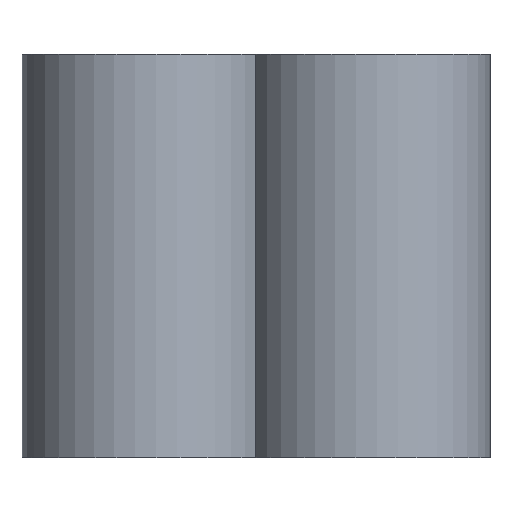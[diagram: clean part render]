
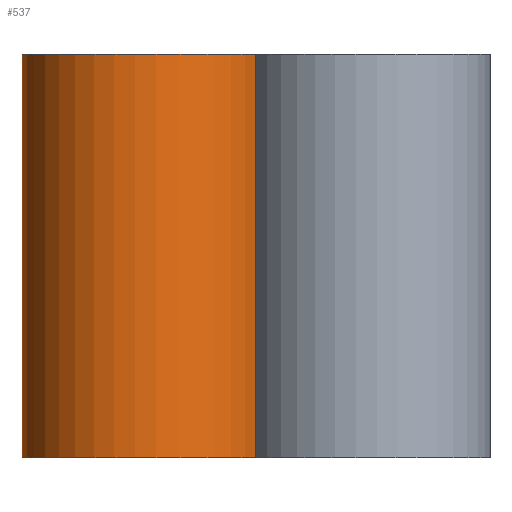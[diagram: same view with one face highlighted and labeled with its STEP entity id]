
A CAD part, left-side view. The second image highlights one B-rep face of the part: STEP entity #537.
In plain terms, the highlighted cylindrical face has radius 3.05 mm (diameter 6.1 mm), a partial arc.
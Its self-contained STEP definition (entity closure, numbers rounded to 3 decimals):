
#45=LINE('',#948,#73);
#46=LINE('',#949,#74);
#73=VECTOR('',#769,1000.);
#74=VECTOR('',#770,1000.);
#165=ORIENTED_EDGE('',*,*,#283,.F.);
#166=ORIENTED_EDGE('',*,*,#254,.F.);
#167=ORIENTED_EDGE('',*,*,#284,.T.);
#168=ORIENTED_EDGE('',*,*,#267,.T.);
#254=EDGE_CURVE('',#319,#320,#366,.T.);
#267=EDGE_CURVE('',#332,#331,#377,.T.);
#283=EDGE_CURVE('',#320,#331,#45,.T.);
#284=EDGE_CURVE('',#319,#332,#46,.T.);
#319=VERTEX_POINT('',#889);
#320=VERTEX_POINT('',#891);
#331=VERTEX_POINT('',#915);
#332=VERTEX_POINT('',#917);
#366=CIRCLE('',#594,3.05);
#377=CIRCLE('',#606,3.05);
#418=EDGE_LOOP('',(#165,#166,#167,#168));
#474=FACE_BOUND('',#418,.T.);
#512=CYLINDRICAL_SURFACE('',#620,3.05);
#537=ADVANCED_FACE('',(#474),#512,.T.);
#594=AXIS2_PLACEMENT_3D('',#890,#709,#710);
#606=AXIS2_PLACEMENT_3D('',#916,#735,#736);
#620=AXIS2_PLACEMENT_3D('',#947,#767,#768);
#709=DIRECTION('',(0.,0.,1.));
#710=DIRECTION('',(1.,0.,0.));
#735=DIRECTION('',(0.,0.,1.));
#736=DIRECTION('',(1.,0.,0.));
#767=DIRECTION('',(0.,0.,-1.));
#768=DIRECTION('',(-1.,0.,0.));
#769=DIRECTION('',(0.,0.,-1.));
#770=DIRECTION('',(0.,0.,-1.));
#889=CARTESIAN_POINT('',(-12.918,4.979,10.));
#890=CARTESIAN_POINT('',(-15.,2.75,10.));
#891=CARTESIAN_POINT('',(-16.319,0.,10.));
#915=CARTESIAN_POINT('',(-16.319,0.,0.));
#916=CARTESIAN_POINT('',(-15.,2.75,0.));
#917=CARTESIAN_POINT('',(-12.918,4.979,0.));
#947=CARTESIAN_POINT('',(-15.,2.75,10.));
#948=CARTESIAN_POINT('',(-16.319,0.,5.));
#949=CARTESIAN_POINT('',(-12.918,4.979,10.));
